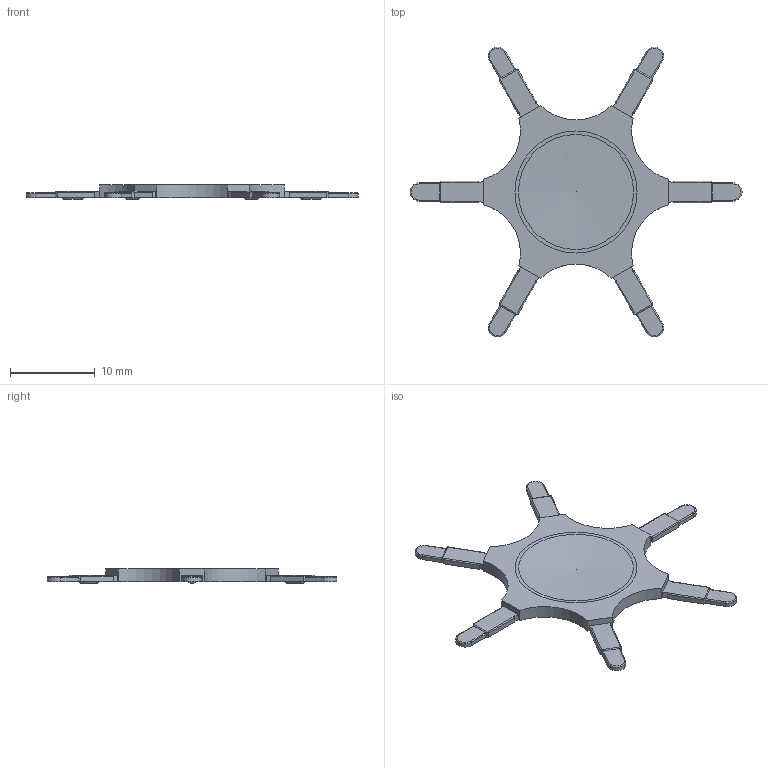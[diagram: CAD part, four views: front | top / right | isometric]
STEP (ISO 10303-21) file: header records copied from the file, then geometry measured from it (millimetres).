
FILE_DESCRIPTION( ( 'Unknown' ), '1' );
FILE_NAME( '691399900003.stp', 'Unknown', ( 'Unknown' ), ( 'Unknown' ), 'PSStep 18.0.17', 'Unknown', ' ' );
FILE_SCHEMA( ( 'AUTOMOTIVE_DESIGN { 1 0 10303 214 1 1 1 1 }' ) );
Length unit declared in the file: millimetre
Products named in the file (1): 1
Bounding box: 39.2 x 34.24 x 1.67 mm (x, y, z)
Volume: 486.9 mm3; surface area: 1006.7 mm2
Topology: 1 solids, 1 shells, 174 faces, 463 edges, 297 vertices
Faces by surface type: plane 98, cylinder 54, torus 20, sphere 2
Entity records: 6752 total; most frequent: DIRECTION 958, CARTESIAN_POINT 923, ORIENTED_EDGE 908, EDGE_CURVE 454, AXIS2_PLACEMENT_3D 329, LINE 300, VECTOR 300, VERTEX_POINT 294
